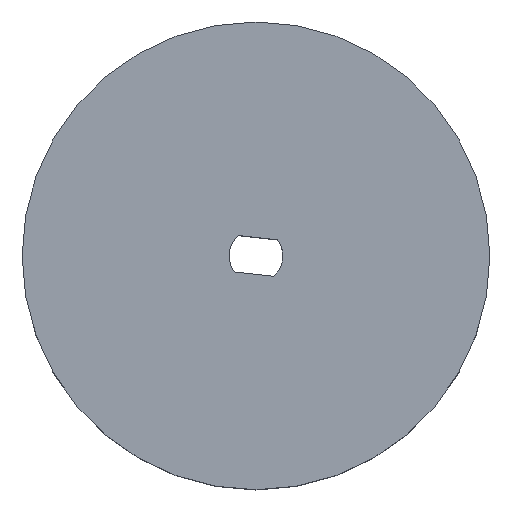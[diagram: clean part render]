
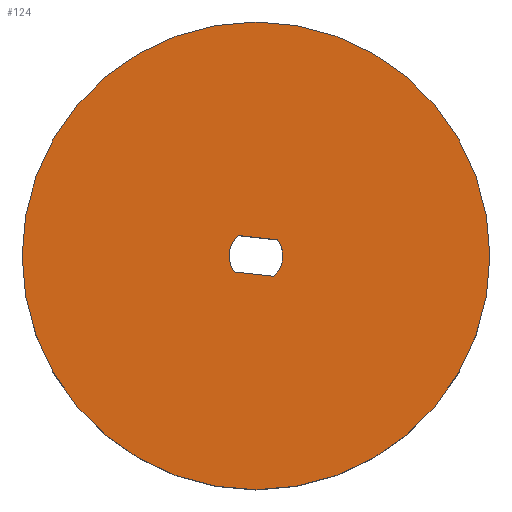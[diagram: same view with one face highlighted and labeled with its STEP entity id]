
A CAD part, top view. The second image highlights one B-rep face of the part: STEP entity #124.
In plain terms, the highlighted planar face has unit normal (0, 0, 1).
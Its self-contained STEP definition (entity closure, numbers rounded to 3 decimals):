
#15=FACE_BOUND('',#34,.T.);
#19=PLANE('',#160);
#26=FACE_OUTER_BOUND('',#33,.T.);
#33=EDGE_LOOP('',(#106));
#34=EDGE_LOOP('',(#107,#108,#109,#110));
#40=LINE('',#213,#49);
#44=LINE('',#223,#53);
#49=VECTOR('',#175,10.);
#53=VECTOR('',#187,10.);
#56=CIRCLE('',#151,2.875);
#58=CIRCLE('',#155,2.875);
#59=CIRCLE('',#158,25.);
#63=VERTEX_POINT('',#204);
#64=VERTEX_POINT('',#206);
#66=VERTEX_POINT('',#212);
#68=VERTEX_POINT('',#218);
#69=VERTEX_POINT('',#225);
#73=EDGE_CURVE('',#64,#63,#56,.T.);
#76=EDGE_CURVE('',#66,#64,#40,.T.);
#79=EDGE_CURVE('',#68,#66,#58,.T.);
#82=EDGE_CURVE('',#63,#68,#44,.T.);
#83=EDGE_CURVE('',#69,#69,#59,.T.);
#106=ORIENTED_EDGE('',*,*,#83,.T.);
#107=ORIENTED_EDGE('',*,*,#82,.T.);
#108=ORIENTED_EDGE('',*,*,#79,.T.);
#109=ORIENTED_EDGE('',*,*,#76,.T.);
#110=ORIENTED_EDGE('',*,*,#73,.T.);
#124=ADVANCED_FACE('',(#26,#15),#19,.T.);
#151=AXIS2_PLACEMENT_3D('',#207,#169,#170);
#155=AXIS2_PLACEMENT_3D('',#219,#181,#182);
#158=AXIS2_PLACEMENT_3D('',#226,#190,#191);
#160=AXIS2_PLACEMENT_3D('',#230,#195,#196);
#169=DIRECTION('center_axis',(0.,0.,-1.));
#170=DIRECTION('ref_axis',(-0.654,0.757,0.));
#175=DIRECTION('',(0.994,-0.108,0.));
#181=DIRECTION('center_axis',(0.,0.,-1.));
#182=DIRECTION('ref_axis',(0.654,-0.757,0.));
#187=DIRECTION('',(-0.994,0.108,0.));
#190=DIRECTION('center_axis',(0.,0.,1.));
#191=DIRECTION('ref_axis',(1.,0.,0.));
#195=DIRECTION('center_axis',(0.,0.,1.));
#196=DIRECTION('ref_axis',(1.,0.,0.));
#204=CARTESIAN_POINT('',(3.634,9.5,15.));
#206=CARTESIAN_POINT('',(4.057,13.398,15.));
#207=CARTESIAN_POINT('Origin',(1.754,11.676,15.));
#212=CARTESIAN_POINT('',(-0.126,13.851,15.));
#213=CARTESIAN_POINT('',(-0.126,13.851,15.));
#218=CARTESIAN_POINT('',(-0.548,9.954,15.));
#219=CARTESIAN_POINT('Origin',(1.754,11.676,15.));
#223=CARTESIAN_POINT('',(3.634,9.5,15.));
#225=CARTESIAN_POINT('',(-23.246,11.676,15.));
#226=CARTESIAN_POINT('Origin',(1.754,11.676,15.));
#230=CARTESIAN_POINT('Origin',(1.754,11.676,15.));
